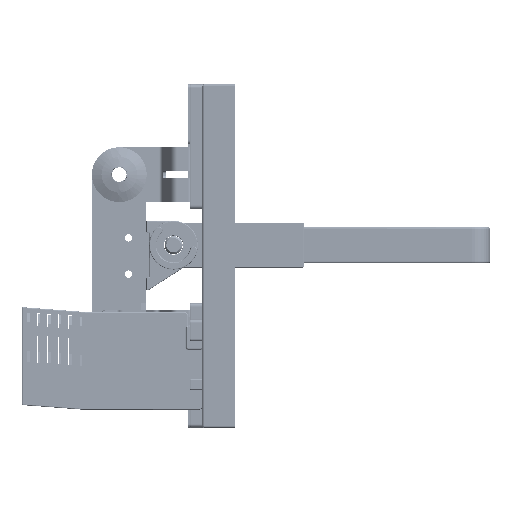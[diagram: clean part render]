
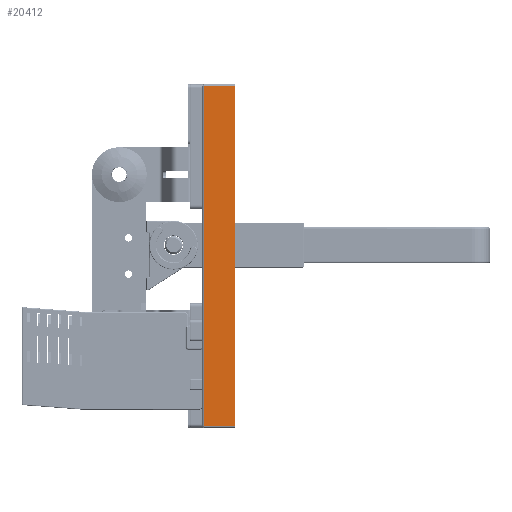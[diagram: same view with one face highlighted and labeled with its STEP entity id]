
A CAD part, left-side view. The second image highlights one B-rep face of the part: STEP entity #20412.
In plain terms, the highlighted planar face has unit normal (-1, 0, 0).
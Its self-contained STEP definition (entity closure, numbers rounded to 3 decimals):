
#33=DIRECTION('',(0.,0.,1.));
#34=VECTOR('',#33,188.);
#35=CARTESIAN_POINT('',(-137.5,0.,-94.));
#36=LINE('',#35,#34);
#1001=DIRECTION('',(0.,0.,1.));
#1002=VECTOR('',#1001,188.);
#1003=CARTESIAN_POINT('',(-137.5,17.,-94.));
#1004=LINE('',#1003,#1002);
#1005=DIRECTION('',(0.,-1.,0.));
#1006=VECTOR('',#1005,17.);
#1007=CARTESIAN_POINT('',(-137.5,17.,94.));
#1008=LINE('',#1007,#1006);
#1009=DIRECTION('',(0.,-1.,0.));
#1010=VECTOR('',#1009,17.);
#1011=CARTESIAN_POINT('',(-137.5,17.,-94.));
#1012=LINE('',#1011,#1010);
#15668=CARTESIAN_POINT('',(-137.5,0.,94.));
#15670=VERTEX_POINT('',#15668);
#15679=CARTESIAN_POINT('',(-137.5,0.,-94.));
#15681=VERTEX_POINT('',#15679);
#17683=CARTESIAN_POINT('',(-137.5,17.,94.));
#17685=VERTEX_POINT('',#17683);
#17710=CARTESIAN_POINT('',(-137.5,17.,-94.));
#17711=VERTEX_POINT('',#17710);
#20400=CARTESIAN_POINT('',(-137.5,0.,-95.));
#20401=DIRECTION('',(-1.,0.,0.));
#20402=DIRECTION('',(0.,0.,1.));
#20403=AXIS2_PLACEMENT_3D('',#20400,#20401,#20402);
#20404=PLANE('',#20403);
#20405=ORIENTED_EDGE('',*,*,#20391,.T.);
#20406=ORIENTED_EDGE('',*,*,#20367,.T.);
#20407=ORIENTED_EDGE('',*,*,#19822,.F.);
#20409=ORIENTED_EDGE('',*,*,#20408,.F.);
#20410=EDGE_LOOP('',(#20405,#20406,#20407,#20409));
#20411=FACE_OUTER_BOUND('',#20410,.F.);
#19822=EDGE_CURVE('',#15681,#15670,#36,.T.);
#20367=EDGE_CURVE('',#17685,#15670,#1008,.T.);
#20391=EDGE_CURVE('',#17711,#17685,#1004,.T.);
#20408=EDGE_CURVE('',#17711,#15681,#1012,.T.);
#20412=ADVANCED_FACE('',(#20411),#20404,.T.);
